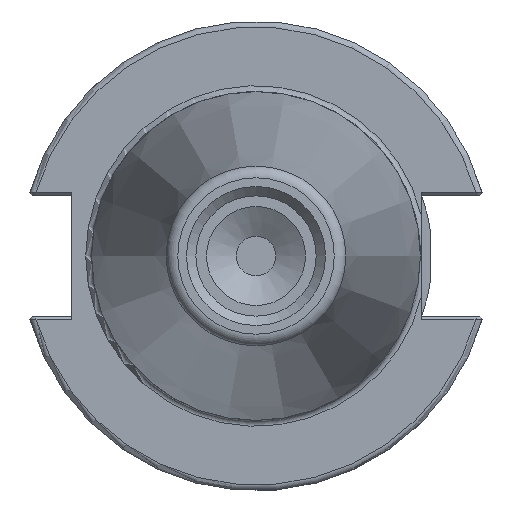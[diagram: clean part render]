
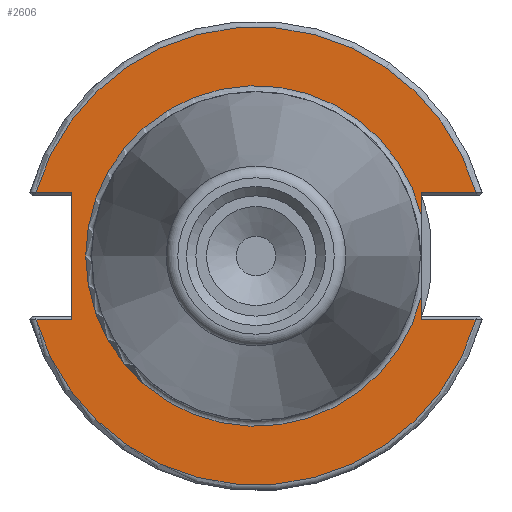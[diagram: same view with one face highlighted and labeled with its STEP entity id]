
A CAD part, left-side view. The second image highlights one B-rep face of the part: STEP entity #2606.
In plain terms, the highlighted planar face has unit normal (-1, 0, 0).
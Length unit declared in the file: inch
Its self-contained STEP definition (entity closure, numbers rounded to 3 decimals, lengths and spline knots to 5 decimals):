
#237=CIRCLE('',#2773,0.90625);
#256=CIRCLE('',#2813,1.21875);
#257=CIRCLE('',#2814,1.21875);
#353=FACE_OUTER_BOUND('',#524,.T.);
#524=EDGE_LOOP('',(#1920,#1921,#1922,#1923,#1924,#1925,#1926,#1927,#1928,
#1929));
#725=LINE('',#3798,#912);
#741=LINE('',#3887,#928);
#745=LINE('',#3900,#932);
#754=LINE('',#3916,#941);
#758=LINE('',#3952,#945);
#759=LINE('',#3955,#946);
#760=LINE('',#3958,#947);
#912=VECTOR('',#3167,0.67625);
#928=VECTOR('',#3193,0.19091);
#932=VECTOR('',#3205,0.12159);
#941=VECTOR('',#3214,0.12159);
#945=VECTOR('',#3256,0.29091);
#946=VECTOR('',#3259,0.19091);
#947=VECTOR('',#3262,0.29091);
#1092=VERTEX_POINT('',#3766);
#1093=VERTEX_POINT('',#3767);
#1099=VERTEX_POINT('',#3796);
#1100=VERTEX_POINT('',#3797);
#1121=VERTEX_POINT('',#3886);
#1126=VERTEX_POINT('',#3899);
#1133=VERTEX_POINT('',#3914);
#1143=VERTEX_POINT('',#3951);
#1144=VERTEX_POINT('',#3954);
#1145=VERTEX_POINT('',#3956);
#1372=EDGE_CURVE('',#1093,#1092,#237,.T.);
#1378=EDGE_CURVE('',#1099,#1100,#725,.T.);
#1402=EDGE_CURVE('',#1100,#1121,#741,.T.);
#1408=EDGE_CURVE('',#1126,#1092,#745,.T.);
#1417=EDGE_CURVE('',#1093,#1133,#754,.T.);
#1432=EDGE_CURVE('',#1133,#1143,#758,.T.);
#1433=EDGE_CURVE('',#1121,#1143,#256,.T.);
#1434=EDGE_CURVE('',#1144,#1099,#759,.T.);
#1435=EDGE_CURVE('',#1145,#1144,#257,.T.);
#1436=EDGE_CURVE('',#1145,#1126,#760,.T.);
#1920=ORIENTED_EDGE('',*,*,#1432,.T.);
#1921=ORIENTED_EDGE('',*,*,#1433,.F.);
#1922=ORIENTED_EDGE('',*,*,#1402,.F.);
#1923=ORIENTED_EDGE('',*,*,#1378,.F.);
#1924=ORIENTED_EDGE('',*,*,#1434,.F.);
#1925=ORIENTED_EDGE('',*,*,#1435,.F.);
#1926=ORIENTED_EDGE('',*,*,#1436,.T.);
#1927=ORIENTED_EDGE('',*,*,#1408,.T.);
#1928=ORIENTED_EDGE('',*,*,#1372,.F.);
#1929=ORIENTED_EDGE('',*,*,#1417,.T.);
#2370=PLANE('',#2812);
#2606=ADVANCED_FACE('',(#353),#2370,.T.);
#2773=AXIS2_PLACEMENT_3D('',#3779,#3143,#3144);
#2812=AXIS2_PLACEMENT_3D('',#3950,#3254,#3255);
#2813=AXIS2_PLACEMENT_3D('',#3953,#3257,#3258);
#2814=AXIS2_PLACEMENT_3D('',#3957,#3260,#3261);
#3143=DIRECTION('center_axis',(-1.,0.,0.));
#3144=DIRECTION('ref_axis',(0.,1.,0.));
#3167=DIRECTION('',(0.,0.,1.));
#3193=DIRECTION('',(0.,1.,0.));
#3205=DIRECTION('',(0.,0.,1.));
#3214=DIRECTION('',(0.,0.,1.));
#3254=DIRECTION('center_axis',(-1.,0.,0.));
#3255=DIRECTION('ref_axis',(0.,0.,1.));
#3256=DIRECTION('',(0.,-1.,0.));
#3257=DIRECTION('center_axis',(1.,0.,0.));
#3258=DIRECTION('ref_axis',(0.,0.,
1.));
#3259=DIRECTION('',(0.,-1.,0.));
#3260=DIRECTION('center_axis',(1.,0.,0.));
#3261=DIRECTION('ref_axis',(0.,0.,
-1.));
#3262=DIRECTION('',(0.,1.,0.));
#3766=CARTESIAN_POINT('',(2.815,-0.88,-0.21654));
#3767=CARTESIAN_POINT('',(2.815,-0.88,0.21654));
#3779=CARTESIAN_POINT('Origin',(2.815,0.,0.));
#3796=CARTESIAN_POINT('',(2.815,0.98,-0.33813));
#3797=CARTESIAN_POINT('',(2.815,0.98,0.33813));
#3798=CARTESIAN_POINT('',(2.815,0.98,-0.33813));
#3886=CARTESIAN_POINT('',(2.815,1.17091,0.33813));
#3887=CARTESIAN_POINT('',(2.815,0.0275,0.33813));
#3899=CARTESIAN_POINT('',(2.815,-0.88,-0.33813));
#3900=CARTESIAN_POINT('',(2.815,-0.88,0.));
#3914=CARTESIAN_POINT('',(2.815,-0.88,0.33813));
#3916=CARTESIAN_POINT('',(2.815,-0.88,0.));
#3950=CARTESIAN_POINT('Origin',(2.815,-0.875,0.));
#3951=CARTESIAN_POINT('',(2.815,-1.17091,0.33813));
#3952=CARTESIAN_POINT('',(2.815,-0.9025,0.33813));
#3953=CARTESIAN_POINT('Origin',(2.815,0.,0.));
#3954=CARTESIAN_POINT('',(2.815,1.17091,-0.33813));
#3955=CARTESIAN_POINT('',(2.815,0.2775,-0.33813));
#3956=CARTESIAN_POINT('',(2.815,-1.17091,-0.33813));
#3957=CARTESIAN_POINT('Origin',(2.815,0.,0.));
#3958=CARTESIAN_POINT('',(2.815,-0.9025,-0.33813));
